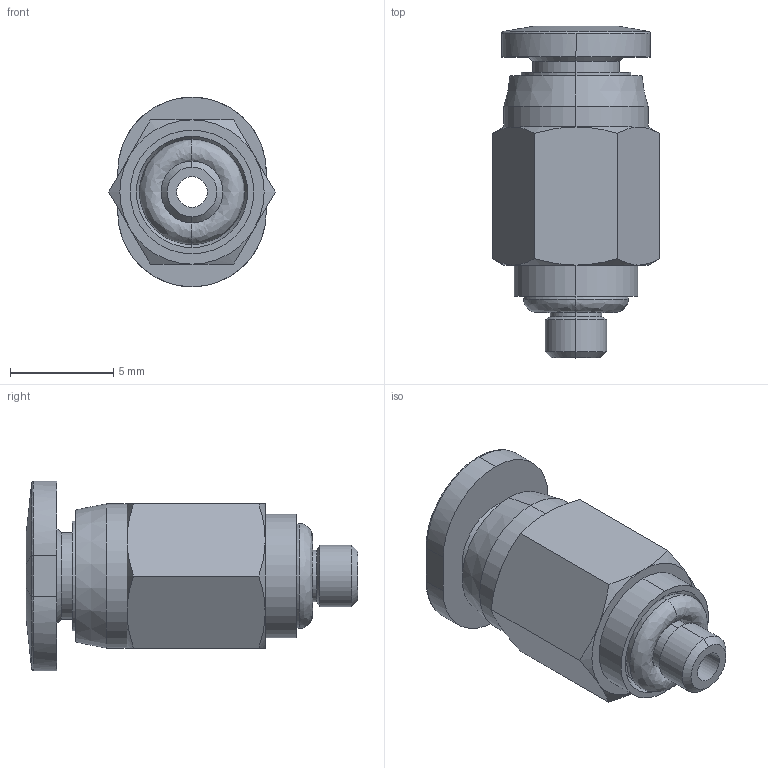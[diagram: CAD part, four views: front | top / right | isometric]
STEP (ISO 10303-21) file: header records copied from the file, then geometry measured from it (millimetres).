
FILE_DESCRIPTION (( 'STEP AP214' ), '1' );
FILE_NAME ('MS18-M3.step', '2018-07-23T13:06:58', ( '' ), ( '' ), 'SwSTEP 2.0', 'SolidWorks 2017', '' );
FILE_SCHEMA (( 'AUTOMOTIVE_DESIGN' ));
Length unit declared in the file: inch
Products named in the file (1): MS18-M3
Bounding box: 8.08 x 16.1 x 9.2 mm (x, y, z)
Volume: 434.2 mm3; surface area: 660.5 mm2
Topology: 2 solids, 2 shells, 83 faces, 179 edges, 106 vertices
Faces by surface type: cone 24, cylinder 21, bspline 20, plane 18
Entity records: 3571 total; most frequent: CARTESIAN_POINT 1825, ORIENTED_EDGE 358, DIRECTION 331, EDGE_CURVE 179, AXIS2_PLACEMENT_3D 139, VERTEX_POINT 106, EDGE_LOOP 93, ADVANCED_FACE 83
